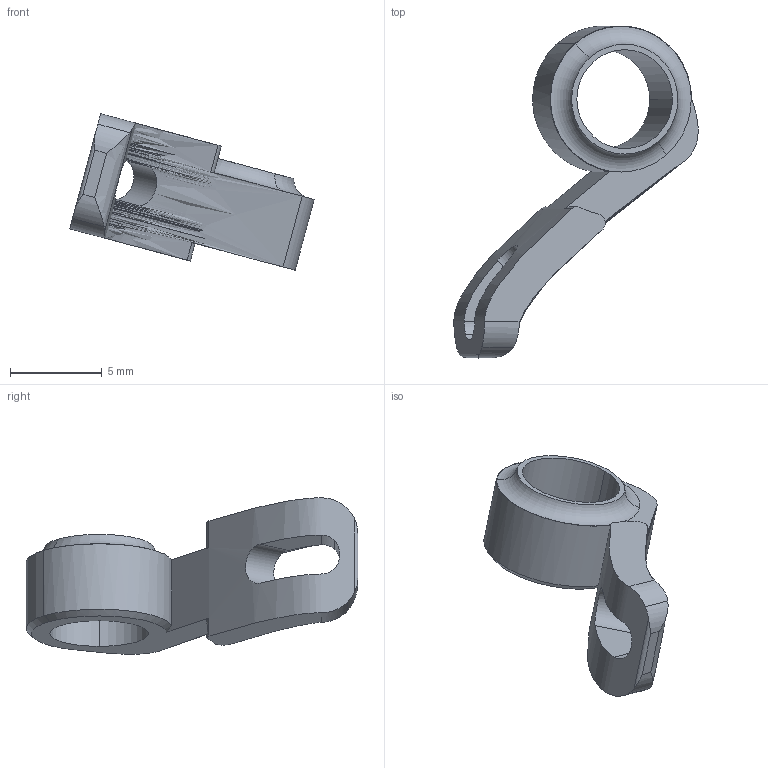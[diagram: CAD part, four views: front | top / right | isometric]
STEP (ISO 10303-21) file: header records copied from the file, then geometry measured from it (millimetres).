
FILE_DESCRIPTION(('STEP AP214'),'1');
FILE_NAME('.step','2022-04-19T05:32:34',(' '),(' '),'Spatial InterOp 3D',' ',' ');
FILE_SCHEMA(('AUTOMOTIVE_DESIGN { 1 0 10303 214 1 1 1 1 }'));
Length unit declared in the file: metre
Products named in the file (1): 实体1
Bounding box: 13.34 x 18.12 x 8.54 mm (x, y, z)
Volume: 243.1 mm3; surface area: 402.1 mm2
Topology: 1 solids, 1 shells, 37 faces, 103 edges, 69 vertices
Faces by surface type: cylinder 17, plane 9, bspline 7, torus 2, cone 2
Entity records: 1557 total; most frequent: CARTESIAN_POINT 606, ORIENTED_EDGE 206, DIRECTION 177, EDGE_CURVE 103, AXIS2_PLACEMENT_3D 71, VERTEX_POINT 69, EDGE_LOOP 42, ADVANCED_FACE 37
